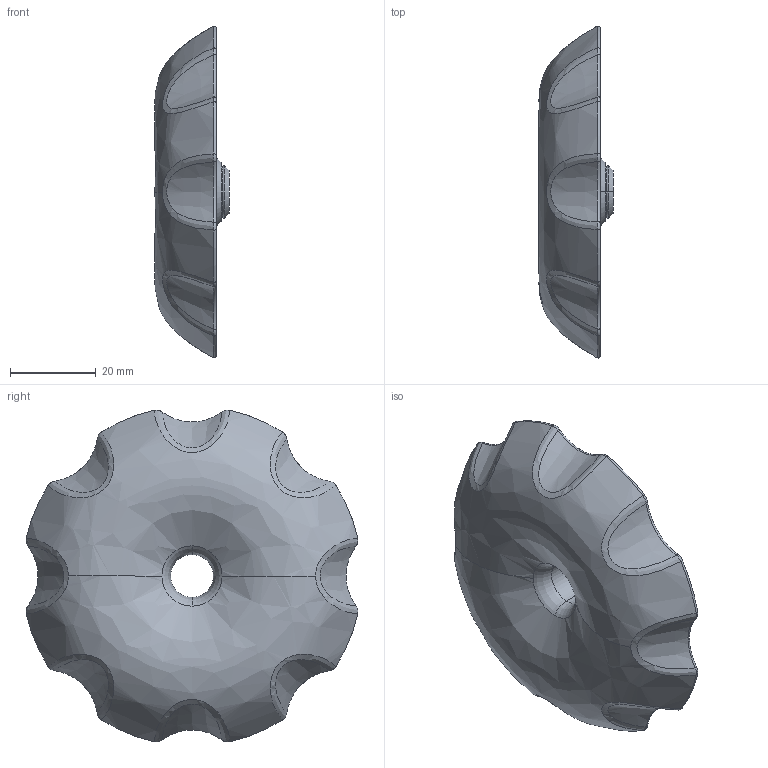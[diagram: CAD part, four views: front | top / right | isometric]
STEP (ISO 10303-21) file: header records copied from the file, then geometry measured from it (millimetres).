
FILE_DESCRIPTION (( 'STEP AP203' ), '1' );
FILE_NAME ('capot amont.STEP', '2019-10-09T08:15:35', ( '' ), ( '' ), 'SwSTEP 2.0', 'SolidWorks 2017', '' );
FILE_SCHEMA (( 'CONFIG_CONTROL_DESIGN' ));
Length unit declared in the file: millimetre
Products named in the file (1): capot amont
Bounding box: 17.33 x 77.45 x 77.45 mm (x, y, z)
Volume: 22312.8 mm3; surface area: 12901.1 mm2
Topology: 1 solids, 1 shells, 72 faces, 166 edges, 96 vertices
Faces by surface type: bspline 36, torus 16, cone 12, cylinder 6, plane 2
Entity records: 4773 total; most frequent: CARTESIAN_POINT 3295, ORIENTED_EDGE 332, DIRECTION 256, EDGE_CURVE 166, AXIS2_PLACEMENT_3D 123, VERTEX_POINT 96, CIRCLE 86, EDGE_LOOP 74
